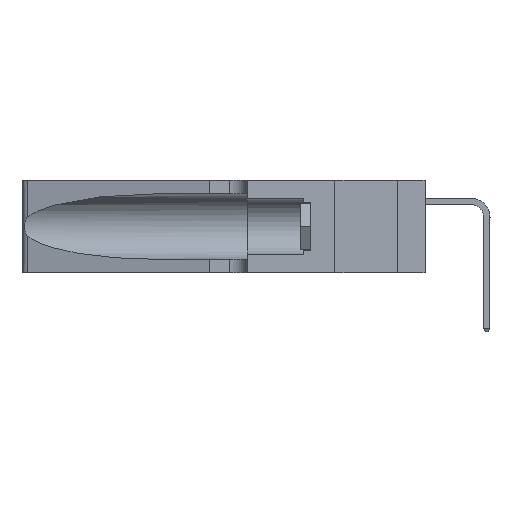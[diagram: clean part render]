
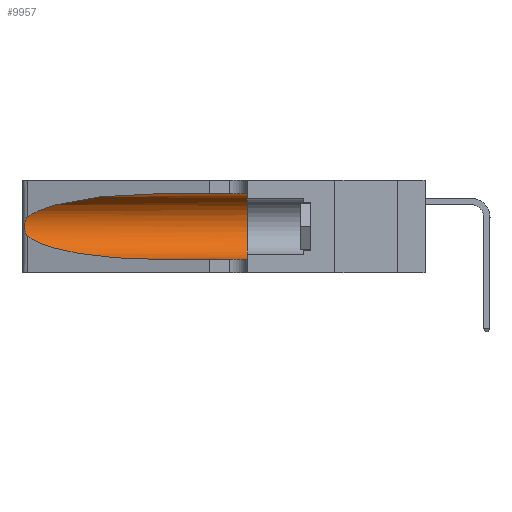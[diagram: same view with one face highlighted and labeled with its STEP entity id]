
A CAD part, left-side view. The second image highlights one B-rep face of the part: STEP entity #9957.
In plain terms, the highlighted cylindrical face has radius 3.308 mm (diameter 6.617 mm), a partial arc.
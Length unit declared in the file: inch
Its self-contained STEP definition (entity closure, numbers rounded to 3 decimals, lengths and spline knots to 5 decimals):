
#904 = EDGE_CURVE ( 'NONE', #4616, #19763, #34405, .T. ) ;
#1679 = ORIENTED_EDGE ( 'NONE', *, *, #40686, .F. ) ;
#1979 = VECTOR ( 'NONE', #44489, 39.37008 ) ;
#2960 = CARTESIAN_POINT ( 'NONE',  ( 0.26017, 1.23833, 0.17102 ) ) ;
#4616 = VERTEX_POINT ( 'NONE', #43502 ) ;
#5265 = EDGE_CURVE ( 'NONE', #25534, #4616, #13927, .T. ) ;
#6681 = CARTESIAN_POINT ( 'NONE',  ( 0.25789, 1.23486, 0.15765 ) ) ;
#6693 = DIRECTION ( 'NONE',  ( 0., -1., 0. ) ) ;
#6863 = DIRECTION ( 'NONE',  ( 0., 0., -1. ) ) ;
#6916 = DIRECTION ( 'NONE',  ( 0., -1., 0. ) ) ;
#7568 = DIRECTION ( 'NONE',  ( 0., 1., 0. ) ) ;
#7809 = CARTESIAN_POINT ( 'NONE',  ( 0.25487, 1.22718, 0.14631 ) ) ;
#8214 = EDGE_LOOP ( 'NONE', ( #24898, #33015, #18561, #38512, #1679, #33989 ) ) ;
#9957 = ADVANCED_FACE ( 'NONE', ( #40028 ), #37705, .F. ) ;
#10207 = CARTESIAN_POINT ( 'NONE',  ( 0.25487, 1.22718, 0.22369 ) ) ;
#10228 = CARTESIAN_POINT ( 'NONE',  ( 0.25487, 1.22718, 0.22369 ) ) ;
#10366 = CARTESIAN_POINT ( 'NONE',  ( 0.25555, 1.22993, 0.14849 ) ) ;
#11350 = CARTESIAN_POINT ( 'NONE',  ( 0.1305, 0.72297, 0.05475 ) ) ;
#11879 = EDGE_CURVE ( 'NONE', #15659, #25534, #26051, .T. ) ;
#13276 =( BOUNDED_CURVE ( )  B_SPLINE_CURVE ( 3, ( #13764, #21150, #32212, #10228 ),
 .UNSPECIFIED., .F., .F. ) 
 B_SPLINE_CURVE_WITH_KNOTS ( ( 4, 4 ),
 ( 1.5708, 2.84003 ),
 .UNSPECIFIED. ) 
 CURVE ( )  GEOMETRIC_REPRESENTATION_ITEM ( )  RATIONAL_B_SPLINE_CURVE ( ( 1., 0.87, 0.87, 1. ) ) 
 REPRESENTATION_ITEM ( '' )  );
#13764 = CARTESIAN_POINT ( 'NONE',  ( 0.1305, 0.72297, 0.31525 ) ) ;
#13927 =( BOUNDED_CURVE ( )  B_SPLINE_CURVE ( 3, ( #18602, #40568, #33337, #11350 ),
 .UNSPECIFIED., .F., .T. ) 
 B_SPLINE_CURVE_WITH_KNOTS ( ( 4, 4 ),
 ( 3.44316, 4.71239 ),
 .UNSPECIFIED. ) 
 CURVE ( )  GEOMETRIC_REPRESENTATION_ITEM ( )  RATIONAL_B_SPLINE_CURVE ( ( 1., 0.87, 0.87, 1. ) ) 
 REPRESENTATION_ITEM ( '' )  );
#15016 = AXIS2_PLACEMENT_3D ( 'NONE', #32513, #6693, #6863 ) ;
#15141 = CARTESIAN_POINT ( 'NONE',  ( 0.1305, 1.61858, 0.31525 ) ) ;
#15659 = VERTEX_POINT ( 'NONE', #47208 ) ;
#15881 = CIRCLE ( 'NONE', #30282, 0.13025 ) ;
#17620 = CARTESIAN_POINT ( 'NONE',  ( 0.25787, 1.23484, 0.2124 ) ) ;
#18561 = ORIENTED_EDGE ( 'NONE', *, *, #5265, .T. ) ;
#18602 = CARTESIAN_POINT ( 'NONE',  ( 0.25487, 1.22718, 0.14631 ) ) ;
#19164 = CARTESIAN_POINT ( 'NONE',  ( 0.1305, 0.35, 0.31525 ) ) ;
#19763 = VERTEX_POINT ( 'NONE', #34588 ) ;
#21150 = CARTESIAN_POINT ( 'NONE',  ( 0.18966, 0.96281, 0.31525 ) ) ;
#21284 = CARTESIAN_POINT ( 'NONE',  ( 0.26018, 1.23835, 0.19895 ) ) ;
#23278 = CARTESIAN_POINT ( 'NONE',  ( 0.1305, 0.72297, 0.31525 ) ) ;
#24299 = VERTEX_POINT ( 'NONE', #19164 ) ;
#24898 = ORIENTED_EDGE ( 'NONE', *, *, #46187, .T. ) ;
#24978 = CARTESIAN_POINT ( 'NONE',  ( 0.26075, 1.23896, 0.178 ) ) ;
#25534 = VERTEX_POINT ( 'NONE', #7809 ) ;
#26051 = B_SPLINE_CURVE_WITH_KNOTS ( 'NONE', 3,
 ( #10207, #32180, #39583, #17620, #43276, #21284, #46944, #24978, #2960, #28650, #6681, #32351, #10366, #36036 ),
 .UNSPECIFIED., .F., .F.,
 ( 4, 2, 2, 2, 2, 2, 4 ),
 ( 0., 0.00027, 0.00053, 0.00107, 0.0016, 0.00187, 0.00214 ),
 .UNSPECIFIED. ) ;
#28650 = CARTESIAN_POINT ( 'NONE',  ( 0.25856, 1.23593, 0.16098 ) ) ;
#28879 = CARTESIAN_POINT ( 'NONE',  ( 0.1305, 1.61858, 0.05475 ) ) ;
#29541 = CARTESIAN_POINT ( 'NONE',  ( 0.1305, 0.35, 0.185 ) ) ;
#30282 = AXIS2_PLACEMENT_3D ( 'NONE', #29541, #7568, #33229 ) ;
#32180 = CARTESIAN_POINT ( 'NONE',  ( 0.25555, 1.22994, 0.2215 ) ) ;
#32212 = CARTESIAN_POINT ( 'NONE',  ( 0.2373, 1.15595, 0.28018 ) ) ;
#32351 = CARTESIAN_POINT ( 'NONE',  ( 0.25639, 1.23186, 0.15144 ) ) ;
#32513 = CARTESIAN_POINT ( 'NONE',  ( 0.1305, 1.61858, 0.185 ) ) ;
#33015 = ORIENTED_EDGE ( 'NONE', *, *, #11879, .T. ) ;
#33229 = DIRECTION ( 'NONE',  ( 0., 0., 1. ) ) ;
#33337 = CARTESIAN_POINT ( 'NONE',  ( 0.18966, 0.96281, 0.05475 ) ) ;
#33989 = ORIENTED_EDGE ( 'NONE', *, *, #47024, .F. ) ;
#34405 = LINE ( 'NONE', #28879, #35569 ) ;
#34588 = CARTESIAN_POINT ( 'NONE',  ( 0.1305, 0.35, 0.05475 ) ) ;
#35569 = VECTOR ( 'NONE', #6916, 39.37008 ) ;
#36036 = CARTESIAN_POINT ( 'NONE',  ( 0.25487, 1.22718, 0.14631 ) ) ;
#37705 = CYLINDRICAL_SURFACE ( 'NONE', #15016, 0.13025 ) ;
#38512 = ORIENTED_EDGE ( 'NONE', *, *, #904, .T. ) ;
#39583 = CARTESIAN_POINT ( 'NONE',  ( 0.25639, 1.23184, 0.21858 ) ) ;
#40028 = FACE_OUTER_BOUND ( 'NONE', #8214, .T. ) ;
#40568 = CARTESIAN_POINT ( 'NONE',  ( 0.2373, 1.15595, 0.08982 ) ) ;
#40686 = EDGE_CURVE ( 'NONE', #24299, #19763, #15881, .T. ) ;
#40891 = VERTEX_POINT ( 'NONE', #23278 ) ;
#41044 = LINE ( 'NONE', #15141, #1979 ) ;
#43276 = CARTESIAN_POINT ( 'NONE',  ( 0.25854, 1.2359, 0.20912 ) ) ;
#43502 = CARTESIAN_POINT ( 'NONE',  ( 0.1305, 0.72297, 0.05475 ) ) ;
#44489 = DIRECTION ( 'NONE',  ( 0., -1., 0. ) ) ;
#46187 = EDGE_CURVE ( 'NONE', #40891, #15659, #13276, .T. ) ;
#46944 = CARTESIAN_POINT ( 'NONE',  ( 0.26075, 1.23896, 0.19203 ) ) ;
#47024 = EDGE_CURVE ( 'NONE', #40891, #24299, #41044, .T. ) ;
#47208 = CARTESIAN_POINT ( 'NONE',  ( 0.25487, 1.22718, 0.22369 ) ) ;
